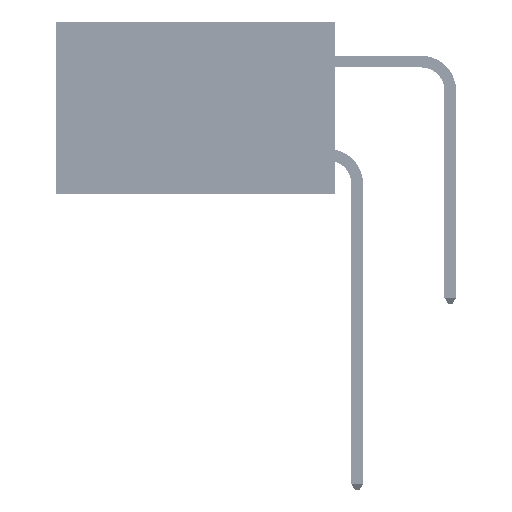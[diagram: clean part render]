
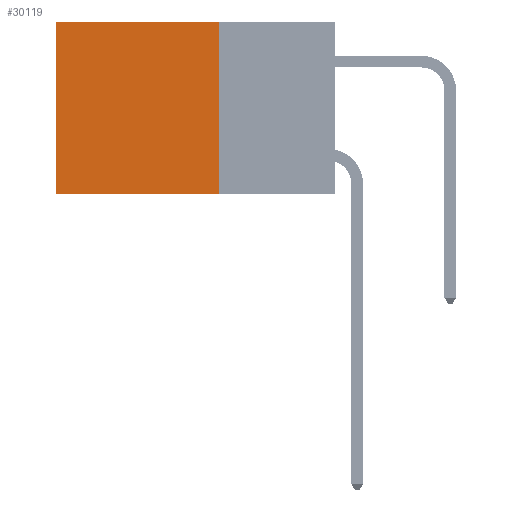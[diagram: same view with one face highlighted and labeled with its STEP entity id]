
A CAD part, left-side view. The second image highlights one B-rep face of the part: STEP entity #30119.
In plain terms, the highlighted planar face has unit normal (-1, 0, 0).
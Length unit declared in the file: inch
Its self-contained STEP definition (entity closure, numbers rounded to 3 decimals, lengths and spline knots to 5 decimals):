
#660 = CARTESIAN_POINT ( 'NONE',  ( 0.2875, 0.25, 0. ) ) ;
#2380 = CARTESIAN_POINT ( 'NONE',  ( 0.2875, 0.6, -0.37 ) ) ;
#2726 = LINE ( 'NONE', #15744, #11516 ) ;
#4414 = DIRECTION ( 'NONE',  ( 0., 1., 0. ) ) ;
#7478 = ORIENTED_EDGE ( 'NONE', *, *, #12286, .F. ) ;
#8589 = LINE ( 'NONE', #26768, #47072 ) ;
#8751 = LINE ( 'NONE', #19220, #17566 ) ;
#11516 = VECTOR ( 'NONE', #19505, 39.37008 ) ;
#12286 = EDGE_CURVE ( 'NONE', #33574, #18382, #2726, .T. ) ;
#13075 = ORIENTED_EDGE ( 'NONE', *, *, #45846, .T. ) ;
#14108 = AXIS2_PLACEMENT_3D ( 'NONE', #43894, #21758, #47777 ) ;
#15465 = DIRECTION ( 'NONE',  ( 0., 1., 0. ) ) ;
#15744 = CARTESIAN_POINT ( 'NONE',  ( 0.2875, 0.25, 0. ) ) ;
#16057 = VECTOR ( 'NONE', #4414, 39.37008 ) ;
#16085 = VERTEX_POINT ( 'NONE', #23024 ) ;
#16176 = EDGE_LOOP ( 'NONE', ( #41368, #25816, #7478, #13075 ) ) ;
#17566 = VECTOR ( 'NONE', #15465, 39.37008 ) ;
#18382 = VERTEX_POINT ( 'NONE', #33042 ) ;
#19220 = CARTESIAN_POINT ( 'NONE',  ( 0.2875, 0.25, -0.37 ) ) ;
#19505 = DIRECTION ( 'NONE',  ( 0., 0., -1. ) ) ;
#21758 = DIRECTION ( 'NONE',  ( 1., 0., 0. ) ) ;
#21914 = VERTEX_POINT ( 'NONE', #2380 ) ;
#23024 = CARTESIAN_POINT ( 'NONE',  ( 0.2875, 0.6, 0. ) ) ;
#25816 = ORIENTED_EDGE ( 'NONE', *, *, #34829, .F. ) ;
#26768 = CARTESIAN_POINT ( 'NONE',  ( 0.2875, 0.6, 0. ) ) ;
#30119 = ADVANCED_FACE ( 'NONE', ( #31616 ), #44049, .F. ) ;
#31616 = FACE_OUTER_BOUND ( 'NONE', #16176, .T. ) ;
#33042 = CARTESIAN_POINT ( 'NONE',  ( 0.2875, 0.25, -0.37 ) ) ;
#33574 = VERTEX_POINT ( 'NONE', #34477 ) ;
#34316 = DIRECTION ( 'NONE',  ( 0., 0., -1. ) ) ;
#34477 = CARTESIAN_POINT ( 'NONE',  ( 0.2875, 0.25, 0. ) ) ;
#34829 = EDGE_CURVE ( 'NONE', #18382, #21914, #8751, .T. ) ;
#41368 = ORIENTED_EDGE ( 'NONE', *, *, #44053, .T. ) ;
#43894 = CARTESIAN_POINT ( 'NONE',  ( 0.2875, 0.25, 0. ) ) ;
#44049 = PLANE ( 'NONE',  #14108 ) ;
#44053 = EDGE_CURVE ( 'NONE', #16085, #21914, #8589, .T. ) ;
#45846 = EDGE_CURVE ( 'NONE', #33574, #16085, #46896, .T. ) ;
#46896 = LINE ( 'NONE', #660, #16057 ) ;
#47072 = VECTOR ( 'NONE', #34316, 39.37008 ) ;
#47777 = DIRECTION ( 'NONE',  ( 0., 0., -1. ) ) ;
